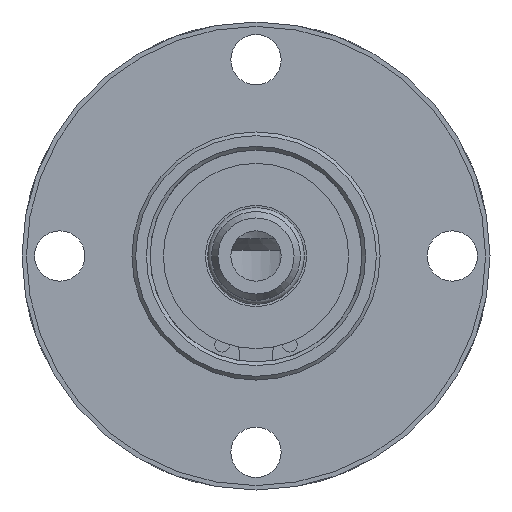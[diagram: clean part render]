
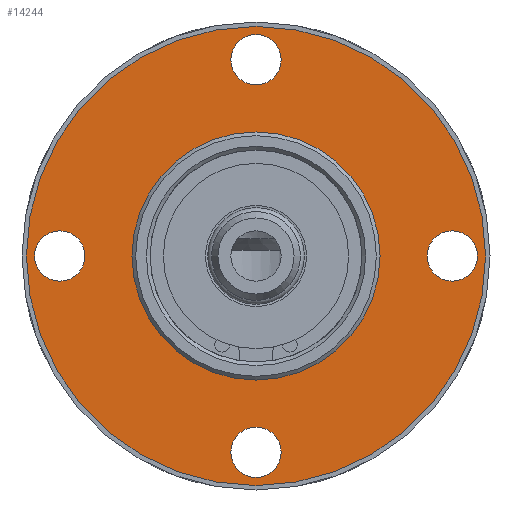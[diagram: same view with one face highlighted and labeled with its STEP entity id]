
A CAD part, left-side view. The second image highlights one B-rep face of the part: STEP entity #14244.
In plain terms, the highlighted planar face has unit normal (-1, 0, 0).
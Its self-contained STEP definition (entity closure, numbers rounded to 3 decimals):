
#13576=CARTESIAN_POINT('',(-2.95,-26.5,3.4));
#13577=VERTEX_POINT('',#13576);
#13578=CARTESIAN_POINT('',(-2.95,-26.5,0.));
#13579=DIRECTION('',(1.0,0.0,0.0));
#13580=DIRECTION('',(0.0,0.0,-1.0));
#13581=AXIS2_PLACEMENT_3D('',#13578,#13579,#13580);
#13582=CIRCLE('',#13581,3.4);
#13583=EDGE_CURVE('',#13577,#13577,#13582,.T.);
#13604=CARTESIAN_POINT('',(-2.95,0.,-23.1));
#13605=VERTEX_POINT('',#13604);
#13606=CARTESIAN_POINT('',(-2.95,0.,-26.5));
#13607=DIRECTION('',(1.0,0.0,0.0));
#13608=DIRECTION('',(0.0,0.0,-1.0));
#13609=AXIS2_PLACEMENT_3D('',#13606,#13607,#13608);
#13610=CIRCLE('',#13609,3.4);
#13611=EDGE_CURVE('',#13605,#13605,#13610,.T.);
#13632=CARTESIAN_POINT('',(-2.95,26.5,3.4));
#13633=VERTEX_POINT('',#13632);
#13634=CARTESIAN_POINT('',(-2.95,26.5,0.));
#13635=DIRECTION('',(1.0,0.0,0.0));
#13636=DIRECTION('',(0.0,0.0,-1.0));
#13637=AXIS2_PLACEMENT_3D('',#13634,#13635,#13636);
#13638=CIRCLE('',#13637,3.4);
#13639=EDGE_CURVE('',#13633,#13633,#13638,.T.);
#13660=CARTESIAN_POINT('',(-2.95,0.,29.9));
#13661=VERTEX_POINT('',#13660);
#13662=CARTESIAN_POINT('',(-2.95,0.0,26.5));
#13663=DIRECTION('',(1.0,0.0,0.0));
#13664=DIRECTION('',(0.0,0.0,-1.0));
#13665=AXIS2_PLACEMENT_3D('',#13662,#13663,#13664);
#13666=CIRCLE('',#13665,3.4);
#13667=EDGE_CURVE('',#13661,#13661,#13666,.T.);
#14198=CARTESIAN_POINT('',(-2.95,16.75,0.0));
#14199=VERTEX_POINT('',#14198);
#14200=CARTESIAN_POINT('',(-2.95,0.0,0.0));
#14201=DIRECTION('',(1.0,0.0,0.0));
#14202=DIRECTION('',(0.0,1.0,0.0));
#14203=AXIS2_PLACEMENT_3D('',#14200,#14201,#14202);
#14204=CIRCLE('',#14203,16.75);
#14205=EDGE_CURVE('',#14199,#14199,#14204,.T.);
#14213=CARTESIAN_POINT('',(-2.95,23.875,0.0));
#14214=DIRECTION('',(-1.0,0.0,0.0));
#14215=DIRECTION('',(0.0,0.0,1.0));
#14216=AXIS2_PLACEMENT_3D('',#14213,#14214,#14215);
#14217=PLANE('',#14216);
#14218=CARTESIAN_POINT('',(-2.95,31.,0.0));
#14219=VERTEX_POINT('',#14218);
#14220=CARTESIAN_POINT('',(-2.95,0.0,0.0));
#14221=DIRECTION('',(1.0,0.0,0.0));
#14222=DIRECTION('',(0.0,1.0,0.0));
#14223=AXIS2_PLACEMENT_3D('',#14220,#14221,#14222);
#14224=CIRCLE('',#14223,31.);
#14225=EDGE_CURVE('',#14219,#14219,#14224,.T.);
#14226=ORIENTED_EDGE('',*,*,#14225,.F.);
#14227=EDGE_LOOP('',(#14226));
#14228=FACE_OUTER_BOUND('',#14227,.T.);
#14229=ORIENTED_EDGE('',*,*,#13583,.T.);
#14230=EDGE_LOOP('',(#14229));
#14231=FACE_BOUND('',#14230,.T.);
#14232=ORIENTED_EDGE('',*,*,#13611,.T.);
#14233=EDGE_LOOP('',(#14232));
#14234=FACE_BOUND('',#14233,.T.);
#14235=ORIENTED_EDGE('',*,*,#13639,.T.);
#14236=EDGE_LOOP('',(#14235));
#14237=FACE_BOUND('',#14236,.T.);
#14238=ORIENTED_EDGE('',*,*,#13667,.T.);
#14239=EDGE_LOOP('',(#14238));
#14240=FACE_BOUND('',#14239,.T.);
#14241=ORIENTED_EDGE('',*,*,#14205,.T.);
#14242=EDGE_LOOP('',(#14241));
#14243=FACE_BOUND('',#14242,.T.);
#14244=ADVANCED_FACE('',(#14228,#14231,#14234,#14237,#14240,#14243),#14217,.T.);
